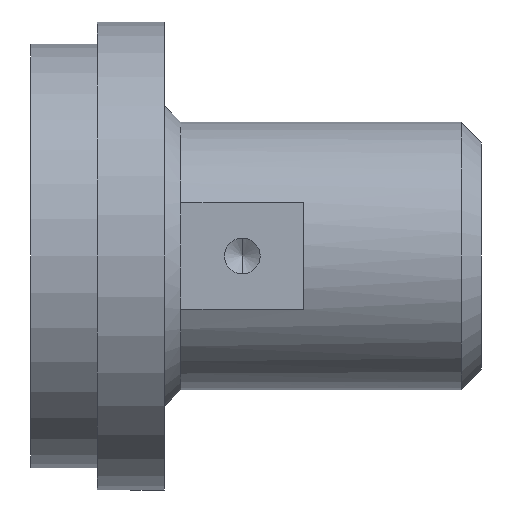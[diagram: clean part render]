
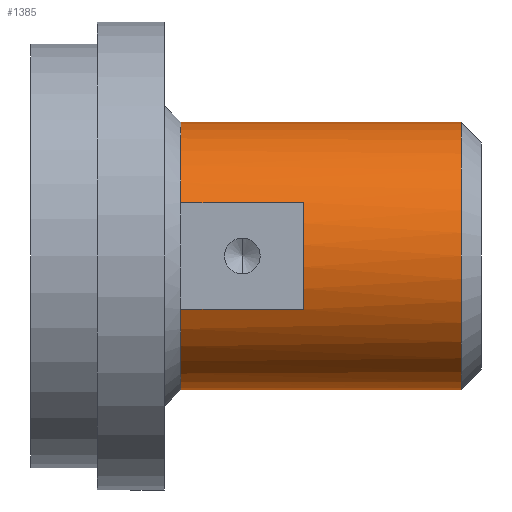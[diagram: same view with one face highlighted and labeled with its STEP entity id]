
A CAD part, front view. The second image highlights one B-rep face of the part: STEP entity #1385.
In plain terms, the highlighted cylindrical face has radius 6 mm (diameter 12 mm), a partial arc.
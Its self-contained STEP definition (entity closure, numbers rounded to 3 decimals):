
#5 = EDGE_CURVE ( 'NONE', #1096, #1286, #448, .T. ) ;
#53 = DIRECTION ( 'NONE',  ( -1., 0., 0. ) ) ;
#68 = CARTESIAN_POINT ( 'NONE',  ( 0., 0., 6. ) ) ;
#69 = CARTESIAN_POINT ( 'NONE',  ( 0., 0., 0. ) ) ;
#110 = CARTESIAN_POINT ( 'NONE',  ( 19.33, 0., 0. ) ) ;
#116 = VECTOR ( 'NONE', #865, 1000. ) ;
#119 = EDGE_LOOP ( 'NONE', ( #1053, #924, #599, #929, #636, #555, #120, #669 ) ) ;
#120 = ORIENTED_EDGE ( 'NONE', *, *, #327, .T. ) ;
#123 = AXIS2_PLACEMENT_3D ( 'NONE', #110, #993, #545 ) ;
#154 = CARTESIAN_POINT ( 'NONE',  ( 0., 0., -6. ) ) ;
#163 = CARTESIAN_POINT ( 'NONE',  ( 6.743, 0., 0. ) ) ;
#178 = VECTOR ( 'NONE', #1332, 1000. ) ;
#253 = AXIS2_PLACEMENT_3D ( 'NONE', #163, #53, #515 ) ;
#274 = CARTESIAN_POINT ( 'NONE',  ( 19.33, 0., 6. ) ) ;
#277 = CARTESIAN_POINT ( 'NONE',  ( 6.743, 0., 0. ) ) ;
#284 = DIRECTION ( 'NONE',  ( -1., 0., 0. ) ) ;
#327 = EDGE_CURVE ( 'NONE', #1286, #1378, #1408, .T. ) ;
#335 = EDGE_CURVE ( 'NONE', #931, #1378, #420, .T. ) ;
#355 = VERTEX_POINT ( 'NONE', #274 ) ;
#376 = CARTESIAN_POINT ( 'NONE',  ( 6.743, -5.5, 2.398 ) ) ;
#413 = DIRECTION ( 'NONE',  ( 1., 0., 0. ) ) ;
#419 = FACE_OUTER_BOUND ( 'NONE', #119, .T. ) ;
#420 = CIRCLE ( 'NONE', #807, 6. ) ;
#421 = EDGE_CURVE ( 'NONE', #1263, #1206, #1351, .T. ) ;
#439 = CARTESIAN_POINT ( 'NONE',  ( 6.743, 0., 6. ) ) ;
#448 = CIRCLE ( 'NONE', #966, 6. ) ;
#461 = EDGE_CURVE ( 'NONE', #355, #1206, #1085, .T. ) ;
#515 = DIRECTION ( 'NONE',  ( 0., 0., 1. ) ) ;
#545 = DIRECTION ( 'NONE',  ( 0., 0., 1. ) ) ;
#555 = ORIENTED_EDGE ( 'NONE', *, *, #5, .T. ) ;
#589 = DIRECTION ( 'NONE',  ( -1., 0., 0. ) ) ;
#597 = VECTOR ( 'NONE', #589, 1000. ) ;
#599 = ORIENTED_EDGE ( 'NONE', *, *, #461, .T. ) ;
#636 = ORIENTED_EDGE ( 'NONE', *, *, #1005, .T. ) ;
#669 = ORIENTED_EDGE ( 'NONE', *, *, #335, .F. ) ;
#673 = EDGE_CURVE ( 'NONE', #832, #355, #932, .T. ) ;
#727 = DIRECTION ( 'NONE',  ( -1., 0., 0. ) ) ;
#731 = DIRECTION ( 'NONE',  ( 0., 0., 1. ) ) ;
#757 = DIRECTION ( 'NONE',  ( 1., 0., 0. ) ) ;
#805 = VECTOR ( 'NONE', #413, 1000. ) ;
#807 = AXIS2_PLACEMENT_3D ( 'NONE', #277, #727, #731 ) ;
#832 = VERTEX_POINT ( 'NONE', #1475 ) ;
#865 = DIRECTION ( 'NONE',  ( -1., 0., 0. ) ) ;
#896 = LINE ( 'NONE', #1321, #805 ) ;
#924 = ORIENTED_EDGE ( 'NONE', *, *, #673, .T. ) ;
#929 = ORIENTED_EDGE ( 'NONE', *, *, #421, .F. ) ;
#931 = VERTEX_POINT ( 'NONE', #1450 ) ;
#932 = CIRCLE ( 'NONE', #123, 6. ) ;
#949 = LINE ( 'NONE', #154, #597 ) ;
#966 = AXIS2_PLACEMENT_3D ( 'NONE', #1203, #757, #1445 ) ;
#977 = CARTESIAN_POINT ( 'NONE',  ( 6.743, -5.5, -2.398 ) ) ;
#993 = DIRECTION ( 'NONE',  ( -1., 0., 0. ) ) ;
#1005 = EDGE_CURVE ( 'NONE', #1263, #1096, #896, .T. ) ;
#1053 = ORIENTED_EDGE ( 'NONE', *, *, #1264, .F. ) ;
#1072 = DIRECTION ( 'NONE',  ( 0., 0., 1. ) ) ;
#1084 = CYLINDRICAL_SURFACE ( 'NONE', #1245, 6. ) ;
#1085 = LINE ( 'NONE', #68, #178 ) ;
#1090 = CARTESIAN_POINT ( 'NONE',  ( 0., -5.5, -2.398 ) ) ;
#1096 = VERTEX_POINT ( 'NONE', #1196 ) ;
#1196 = CARTESIAN_POINT ( 'NONE',  ( 12.257, -5.5, 2.398 ) ) ;
#1203 = CARTESIAN_POINT ( 'NONE',  ( 12.257, 0., 0. ) ) ;
#1206 = VERTEX_POINT ( 'NONE', #439 ) ;
#1245 = AXIS2_PLACEMENT_3D ( 'NONE', #69, #284, #1072 ) ;
#1263 = VERTEX_POINT ( 'NONE', #376 ) ;
#1264 = EDGE_CURVE ( 'NONE', #832, #931, #949, .T. ) ;
#1286 = VERTEX_POINT ( 'NONE', #1401 ) ;
#1321 = CARTESIAN_POINT ( 'NONE',  ( 0., -5.5, 2.398 ) ) ;
#1332 = DIRECTION ( 'NONE',  ( -1., 0., 0. ) ) ;
#1351 = CIRCLE ( 'NONE', #253, 6. ) ;
#1378 = VERTEX_POINT ( 'NONE', #977 ) ;
#1385 = ADVANCED_FACE ( 'NONE', ( #419 ), #1084, .T. ) ;
#1401 = CARTESIAN_POINT ( 'NONE',  ( 12.257, -5.5, -2.398 ) ) ;
#1408 = LINE ( 'NONE', #1090, #116 ) ;
#1445 = DIRECTION ( 'NONE',  ( 0., 1., 0. ) ) ;
#1450 = CARTESIAN_POINT ( 'NONE',  ( 6.743, 0., -6. ) ) ;
#1475 = CARTESIAN_POINT ( 'NONE',  ( 19.33, 0., -6. ) ) ;
